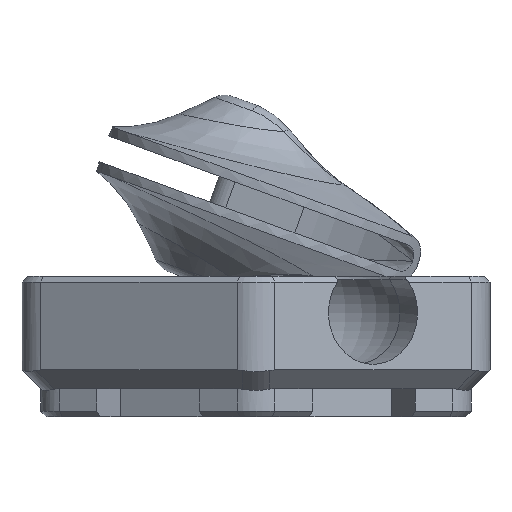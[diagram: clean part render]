
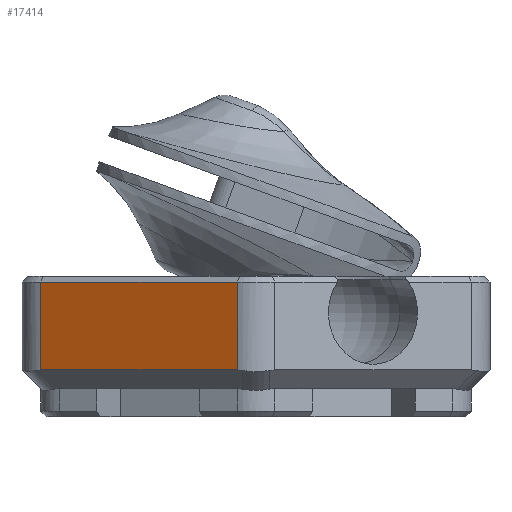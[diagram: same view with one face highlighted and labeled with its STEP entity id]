
A CAD part, left-side view. The second image highlights one B-rep face of the part: STEP entity #17414.
In plain terms, the highlighted planar face has unit normal (-0.866, 0.5, 0).
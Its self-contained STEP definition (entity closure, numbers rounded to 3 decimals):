
#1808=FACE_OUTER_BOUND('',#2810,.T.);
#2810=EDGE_LOOP('',(#15735,#15736,#15737,#15738));
#4731=LINE('',#31614,#6673);
#4753=LINE('',#31719,#6695);
#4754=LINE('',#31723,#6696);
#4756=LINE('',#31728,#6698);
#6673=VECTOR('',#21768,10.);
#6695=VECTOR('',#21904,10.);
#6696=VECTOR('',#21909,10.);
#6698=VECTOR('',#21915,10.);
#8306=VERTEX_POINT('',#31608);
#8307=VERTEX_POINT('',#31612);
#8333=VERTEX_POINT('',#31718);
#8334=VERTEX_POINT('',#31722);
#10759=EDGE_CURVE('',#8307,#8306,#4731,.T.);
#10811=EDGE_CURVE('',#8306,#8333,#4753,.T.);
#10813=EDGE_CURVE('',#8334,#8333,#4754,.T.);
#10816=EDGE_CURVE('',#8334,#8307,#4756,.T.);
#15735=ORIENTED_EDGE('',*,*,#10759,.F.);
#15736=ORIENTED_EDGE('',*,*,#10816,.F.);
#15737=ORIENTED_EDGE('',*,*,#10813,.T.);
#15738=ORIENTED_EDGE('',*,*,#10811,.F.);
#16496=PLANE('',#18279);
#17414=ADVANCED_FACE('',(#1808),#16496,.T.);
#18279=AXIS2_PLACEMENT_3D('',#31727,#21913,#21914);
#21768=DIRECTION('',(-0.5,-0.866,0.));
#21904=DIRECTION('',(0.,0.,-1.));
#21909=DIRECTION('',(-0.5,-0.866,0.));
#21913=DIRECTION('center_axis',(-0.866,0.5,0.));
#21914=DIRECTION('ref_axis',(-0.5,-0.866,0.));
#21915=DIRECTION('',(0.,0.,1.));
#31608=CARTESIAN_POINT('',(-27.713,2.,9.4));
#31612=CARTESIAN_POINT('',(-15.588,23.,9.4));
#31614=CARTESIAN_POINT('',(-18.042,18.75,9.4));
#31718=CARTESIAN_POINT('',(-27.713,2.,0.));
#31719=CARTESIAN_POINT('',(-27.713,2.,0.));
#31722=CARTESIAN_POINT('',(-15.588,23.,0.));
#31723=CARTESIAN_POINT('',(-14.434,25.,0.));
#31727=CARTESIAN_POINT('Origin',(-14.434,25.,0.));
#31728=CARTESIAN_POINT('',(-15.588,23.,0.));
